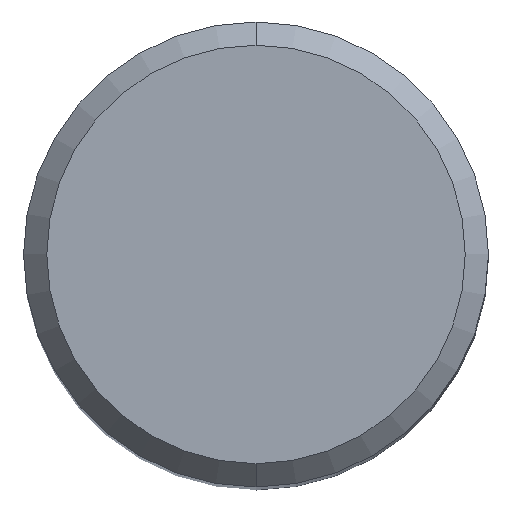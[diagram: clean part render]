
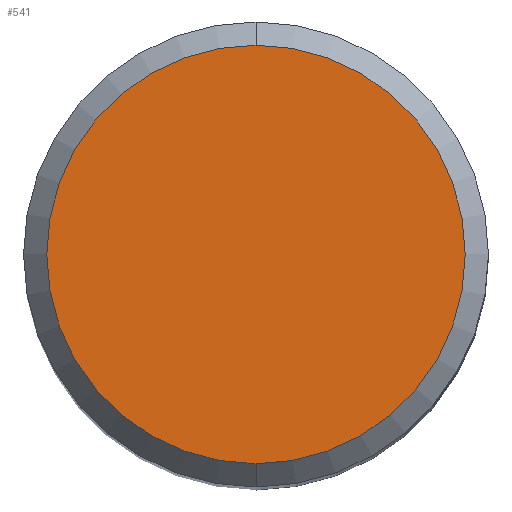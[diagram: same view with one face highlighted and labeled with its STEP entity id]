
A CAD part, top view. The second image highlights one B-rep face of the part: STEP entity #541.
In plain terms, the highlighted planar face has unit normal (0, 0, 1).
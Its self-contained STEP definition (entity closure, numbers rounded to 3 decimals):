
#267=VERTEX_POINT('',#631);
#331=VERTEX_POINT('',#705);
#391=EDGE_CURVE('',#331,#267,#774,.T.);
#519=EDGE_CURVE('',#267,#331,#914,.T.);
#541=ADVANCED_FACE('',(#938),#939,.T.);
#631=CARTESIAN_POINT('',(0.,-5.4,0.0));
#705=CARTESIAN_POINT('',(0.0,5.4,0.0));
#774=CIRCLE('',#1410,5.4);
#914=CIRCLE('',#1690,5.4);
#938=FACE_OUTER_BOUND('',#1720,.T.);
#939=PLANE('',#1721);
#1410=AXIS2_PLACEMENT_3D('',#1967,#1968,#1969);
#1690=AXIS2_PLACEMENT_3D('',#2122,#2123,#2124);
#1720=EDGE_LOOP('',(#2154,#2155));
#1721=AXIS2_PLACEMENT_3D('',#2156,#2157,#2158);
#1967=CARTESIAN_POINT('',(0.0,0.0,0.0));
#1968=DIRECTION('',(0.0,0.0,-1.0));
#1969=DIRECTION('',(0.0,1.0,0.0));
#2122=CARTESIAN_POINT('',(0.0,0.0,0.0));
#2123=DIRECTION('',(0.0,0.0,-1.0));
#2124=DIRECTION('',(0.0,1.0,0.0));
#2154=ORIENTED_EDGE('',*,*,#391,.F.);
#2155=ORIENTED_EDGE('',*,*,#519,.F.);
#2156=CARTESIAN_POINT('',(0.0,2.7,0.0));
#2157=DIRECTION('',(-0.0,0.0,1.0));
#2158=DIRECTION('',(0.0,-1.0,0.0));
